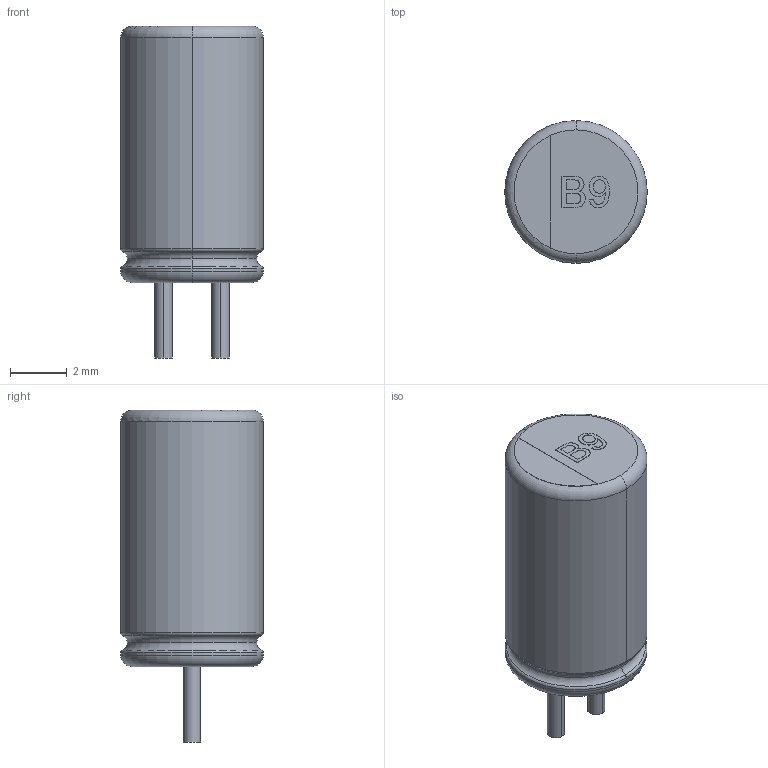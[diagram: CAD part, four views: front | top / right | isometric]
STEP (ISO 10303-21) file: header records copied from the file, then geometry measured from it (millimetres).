
FILE_DESCRIPTION (( 'STEP AP214' ), '1' );
FILE_NAME ('THD Capacitor Polar B9(5X9mm).STEP', '2019-06-13T11:35:55', ( '' ), ( '' ), 'SwSTEP 2.0', 'SolidWorks 2018', '' );
FILE_SCHEMA (( 'AUTOMOTIVE_DESIGN' ));
Length unit declared in the file: millimetre
Products named in the file (1): THD Capacitor Polar B9(5X9mm)
Bounding box: 5 x 5 x 11.66 mm (x, y, z)
Volume: 175.6 mm3; surface area: 188.7 mm2
Topology: 1 solids, 1 shells, 80 faces, 194 edges, 124 vertices
Faces by surface type: plane 26, bspline 23, cylinder 19, torus 12
Entity records: 4448 total; most frequent: CARTESIAN_POINT 1862, ORIENTED_EDGE 388, DIRECTION 325, EDGE_CURVE 194, VERTEX_POINT 124, AXIS2_PLACEMENT_3D 119, EDGE_LOOP 88, LINE 87
